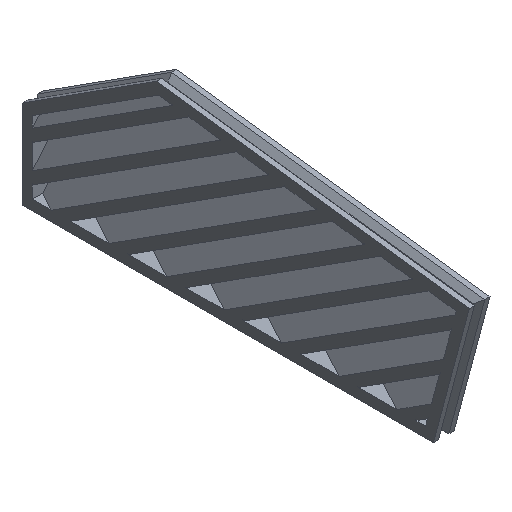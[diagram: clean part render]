
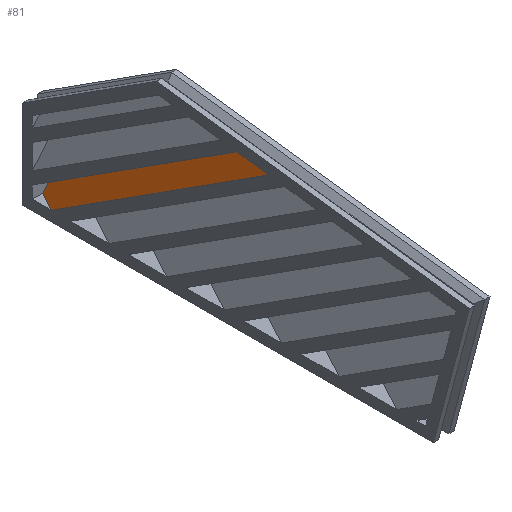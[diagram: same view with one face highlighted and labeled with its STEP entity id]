
A CAD part, isometric view. The second image highlights one B-rep face of the part: STEP entity #81.
In plain terms, the highlighted planar face has unit normal (-0.707, 0.381, 0.595).
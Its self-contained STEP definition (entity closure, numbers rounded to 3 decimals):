
#81=ADVANCED_FACE('',(#386),#388,.T.);
#386=FACE_BOUND('',#387,.T.);
#387=EDGE_LOOP('',(#845,#846,#847,#848,#849));
#388=PLANE('',#389);
#389=AXIS2_PLACEMENT_3D('',#390,#391,#392);
#390=CARTESIAN_POINT('',(0.,4.198,43.628));
#391=DIRECTION('',(-0.707,0.381,0.595));
#392=DIRECTION('',(0.707,0.381,0.595));
#845=ORIENTED_EDGE('',*,*,#1125,.T.);
#846=ORIENTED_EDGE('',*,*,#1107,.F.);
#847=ORIENTED_EDGE('',*,*,#1120,.T.);
#848=ORIENTED_EDGE('',*,*,#1041,.T.);
#849=ORIENTED_EDGE('',*,*,#1123,.T.);
#1041=EDGE_CURVE('',#1254,#1259,#1261,.T.);
#1107=EDGE_CURVE('',#1391,#1393,#1394,.T.);
#1120=EDGE_CURVE('',#1391,#1254,#1409,.T.);
#1123=EDGE_CURVE('',#1259,#1412,#1413,.T.);
#1125=EDGE_CURVE('',#1412,#1393,#1415,.T.);
#1254=VERTEX_POINT('',#1661);
#1259=VERTEX_POINT('',#1670);
#1261=LINE('',#1674,#1675);
#1391=VERTEX_POINT('',#1934);
#1393=VERTEX_POINT('',#1938);
#1394=LINE('',#1939,#1940);
#1409=LINE('',#1980,#1981);
#1412=VERTEX_POINT('',#1989);
#1413=LINE('',#1990,#1991);
#1415=LINE('',#1996,#1997);
#1661=CARTESIAN_POINT('',(4.,36.483,27.695));
#1670=CARTESIAN_POINT('',(4.,76.,2.378));
#1674=CARTESIAN_POINT('',(4.,36.483,27.695));
#1675=VECTOR('',#1676,1.);
#1676=DIRECTION('',(0.,0.842,-0.539));
#1934=CARTESIAN_POINT('',(0.,30.311,26.898));
#1938=CARTESIAN_POINT('',(0.,72.297,0.));
#1939=CARTESIAN_POINT('',(0.,30.311,26.898));
#1940=VECTOR('',#1941,1.);
#1941=DIRECTION('',(0.,0.842,-0.539));
#1980=CARTESIAN_POINT('',(0.,30.311,26.898));
#1981=VECTOR('',#1982,1.);
#1982=DIRECTION('',(0.541,0.834,0.108));
#1989=CARTESIAN_POINT('',(1.997,76.,0.));
#1990=CARTESIAN_POINT('',(4.,76.,2.378));
#1991=VECTOR('',#1992,1.);
#1992=DIRECTION('',(-0.644,0.,-0.765));
#1996=CARTESIAN_POINT('',(1.997,76.,0.));
#1997=VECTOR('',#1998,1.);
#1998=DIRECTION('',(-0.475,-0.88,0.));
